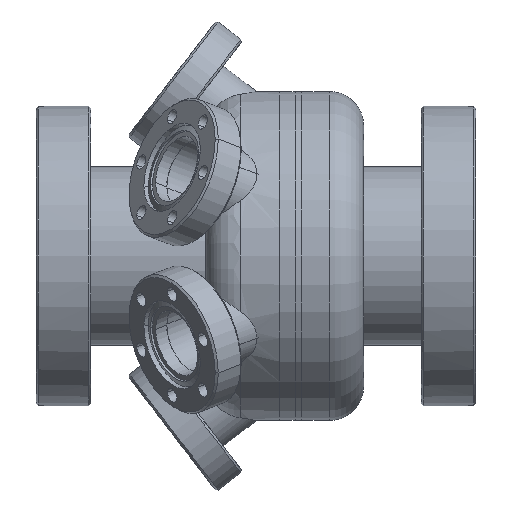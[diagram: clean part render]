
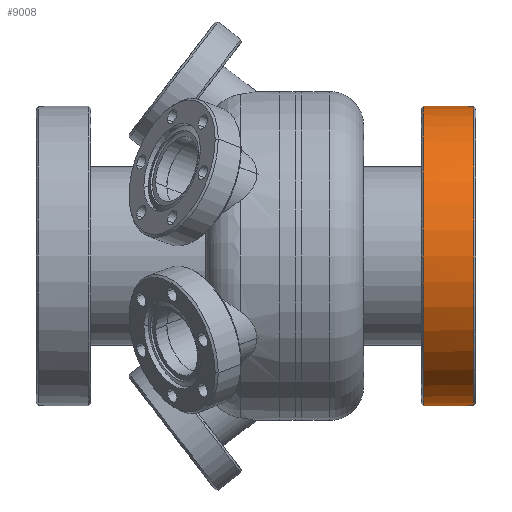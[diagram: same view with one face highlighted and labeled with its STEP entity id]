
A CAD part, left-side view. The second image highlights one B-rep face of the part: STEP entity #9008.
In plain terms, the highlighted cylindrical face has radius 34.671 mm (diameter 69.342 mm), a partial arc.
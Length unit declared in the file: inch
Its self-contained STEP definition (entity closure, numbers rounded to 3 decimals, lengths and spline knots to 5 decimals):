
#439 = DIRECTION ( 'NONE',  ( 0., 0., 1. ) ) ;
#565 = CARTESIAN_POINT ( 'NONE',  ( -0.031, 0.02, -1.36465 ) ) ;
#591 = VERTEX_POINT ( 'NONE', #17474 ) ;
#885 = CARTESIAN_POINT ( 'NONE',  ( 0., 0.48, -1.365 ) ) ;
#1038 = DIRECTION ( 'NONE',  ( 0., 0., 1. ) ) ;
#1137 = AXIS2_PLACEMENT_3D ( 'NONE', #17796, #15087, #1418 ) ;
#1312 = ORIENTED_EDGE ( 'NONE', *, *, #10891, .T. ) ;
#1320 = VECTOR ( 'NONE', #9676, 39.37008 ) ;
#1331 = VERTEX_POINT ( 'NONE', #10567 ) ;
#1418 = DIRECTION ( 'NONE',  ( 0., 0., 1. ) ) ;
#1484 = CIRCLE ( 'NONE', #14765, 1.365 ) ;
#1526 = VERTEX_POINT ( 'NONE', #565 ) ;
#1612 = LINE ( 'NONE', #6723, #6839 ) ;
#1647 = AXIS2_PLACEMENT_3D ( 'NONE', #16926, #8790, #439 ) ;
#1921 = ORIENTED_EDGE ( 'NONE', *, *, #17384, .F. ) ;
#1982 = CIRCLE ( 'NONE', #16809, 1.365 ) ;
#2010 = DIRECTION ( 'NONE',  ( 0., 0., -1. ) ) ;
#2237 = CARTESIAN_POINT ( 'NONE',  ( 0., 0.48, 0. ) ) ;
#2872 = VECTOR ( 'NONE', #15153, 39.37008 ) ;
#3231 = VECTOR ( 'NONE', #8516, 39.37008 ) ;
#3374 = EDGE_CURVE ( 'NONE', #591, #12194, #8329, .T. ) ;
#3463 = EDGE_CURVE ( 'NONE', #13782, #1526, #17049, .T. ) ;
#4383 = CARTESIAN_POINT ( 'NONE',  ( -0.031, 0.07, -1.36465 ) ) ;
#4742 = ORIENTED_EDGE ( 'NONE', *, *, #7690, .T. ) ;
#5015 = VERTEX_POINT ( 'NONE', #7309 ) ;
#5357 = EDGE_CURVE ( 'NONE', #8132, #6756, #1982, .T. ) ;
#5466 = LINE ( 'NONE', #8302, #1320 ) ;
#5551 = ORIENTED_EDGE ( 'NONE', *, *, #3463, .T. ) ;
#5695 = EDGE_CURVE ( 'NONE', #591, #8132, #5466, .T. ) ;
#5856 = ORIENTED_EDGE ( 'NONE', *, *, #5695, .F. ) ;
#6706 = CARTESIAN_POINT ( 'NONE',  ( 0., 0.07, 1.365 ) ) ;
#6723 = CARTESIAN_POINT ( 'NONE',  ( 0., 0., -1.365 ) ) ;
#6735 = EDGE_LOOP ( 'NONE', ( #7990, #4742, #7632, #5551, #1312, #1921, #10511, #5856 ) ) ;
#6756 = VERTEX_POINT ( 'NONE', #10847 ) ;
#6839 = VECTOR ( 'NONE', #16277, 39.37008 ) ;
#7309 = CARTESIAN_POINT ( 'NONE',  ( -0.031, 0.02, 1.36465 ) ) ;
#7403 = DIRECTION ( 'NONE',  ( 0., -1., 0. ) ) ;
#7632 = ORIENTED_EDGE ( 'NONE', *, *, #8854, .F. ) ;
#7690 = EDGE_CURVE ( 'NONE', #12194, #1331, #1612, .T. ) ;
#7990 = ORIENTED_EDGE ( 'NONE', *, *, #3374, .T. ) ;
#8132 = VERTEX_POINT ( 'NONE', #6706 ) ;
#8302 = CARTESIAN_POINT ( 'NONE',  ( 0., 0., 1.365 ) ) ;
#8329 = CIRCLE ( 'NONE', #12721, 1.365 ) ;
#8516 = DIRECTION ( 'NONE',  ( 0., -1., 0. ) ) ;
#8790 = DIRECTION ( 'NONE',  ( 0., 1., 0. ) ) ;
#8854 = EDGE_CURVE ( 'NONE', #13782, #1331, #1484, .T. ) ;
#9008 = ADVANCED_FACE ( 'NONE', ( #15047 ), #9710, .T. ) ;
#9367 = DIRECTION ( 'NONE',  ( 0., -1., 0. ) ) ;
#9676 = DIRECTION ( 'NONE',  ( 0., -1., 0. ) ) ;
#9710 = CYLINDRICAL_SURFACE ( 'NONE', #1137, 1.365 ) ;
#10511 = ORIENTED_EDGE ( 'NONE', *, *, #5357, .F. ) ;
#10567 = CARTESIAN_POINT ( 'NONE',  ( 0., 0.07, -1.365 ) ) ;
#10847 = CARTESIAN_POINT ( 'NONE',  ( -0.031, 0.07, 1.36465 ) ) ;
#10891 = EDGE_CURVE ( 'NONE', #1526, #5015, #17151, .T. ) ;
#12194 = VERTEX_POINT ( 'NONE', #885 ) ;
#12721 = AXIS2_PLACEMENT_3D ( 'NONE', #2237, #15568, #2010 ) ;
#13782 = VERTEX_POINT ( 'NONE', #4383 ) ;
#13847 = LINE ( 'NONE', #15371, #3231 ) ;
#14765 = AXIS2_PLACEMENT_3D ( 'NONE', #17500, #9367, #1038 ) ;
#15047 = FACE_OUTER_BOUND ( 'NONE', #6735, .T. ) ;
#15087 = DIRECTION ( 'NONE',  ( 0., -1., 0. ) ) ;
#15153 = DIRECTION ( 'NONE',  ( 0., -1., 0. ) ) ;
#15371 = CARTESIAN_POINT ( 'NONE',  ( -0.031, 0.07, 1.36465 ) ) ;
#15568 = DIRECTION ( 'NONE',  ( 0., -1., 0. ) ) ;
#15572 = CARTESIAN_POINT ( 'NONE',  ( 0., 0.07, 0. ) ) ;
#16277 = DIRECTION ( 'NONE',  ( 0., -1., 0. ) ) ;
#16534 = CARTESIAN_POINT ( 'NONE',  ( -0.031, 0.07, -1.36465 ) ) ;
#16809 = AXIS2_PLACEMENT_3D ( 'NONE', #15572, #7403, #16923 ) ;
#16923 = DIRECTION ( 'NONE',  ( 0., 0., 1. ) ) ;
#16926 = CARTESIAN_POINT ( 'NONE',  ( 0., 0.02, 0. ) ) ;
#17049 = LINE ( 'NONE', #16534, #2872 ) ;
#17151 = CIRCLE ( 'NONE', #1647, 1.365 ) ;
#17384 = EDGE_CURVE ( 'NONE', #6756, #5015, #13847, .T. ) ;
#17474 = CARTESIAN_POINT ( 'NONE',  ( 0., 0.48, 1.365 ) ) ;
#17500 = CARTESIAN_POINT ( 'NONE',  ( 0., 0.07, 0. ) ) ;
#17796 = CARTESIAN_POINT ( 'NONE',  ( 0., 0., 0. ) ) ;
